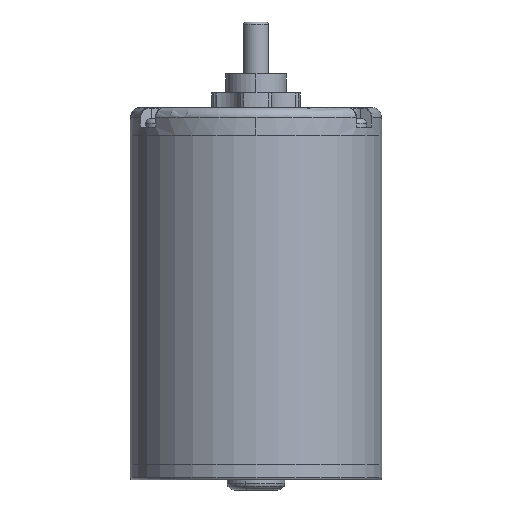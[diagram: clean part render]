
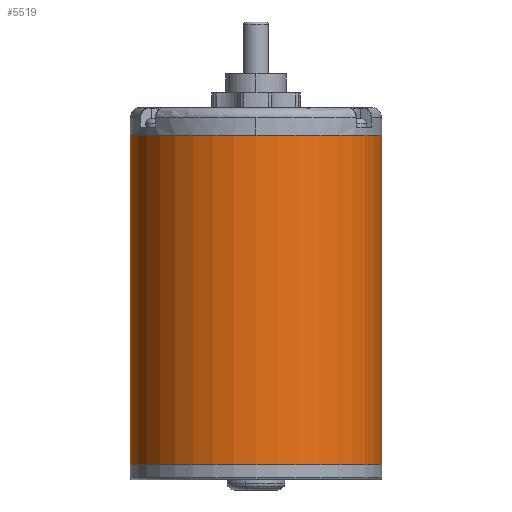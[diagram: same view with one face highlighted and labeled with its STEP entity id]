
A CAD part, front view. The second image highlights one B-rep face of the part: STEP entity #5519.
In plain terms, the highlighted cylindrical face has radius 25 mm (diameter 50 mm), a partial arc.
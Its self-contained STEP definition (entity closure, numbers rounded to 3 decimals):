
#879 = DIRECTION ( 'NONE',  ( 0., 0., -1. ) ) ;
#1471 = LINE ( 'NONE', #28490, #8994 ) ;
#4080 = DIRECTION ( 'NONE',  ( 1., 0., 0. ) ) ;
#5394 = CARTESIAN_POINT ( 'NONE',  ( 0., 0., 65.5 ) ) ;
#5519 = ADVANCED_FACE ( 'NONE', ( #20497 ), #32617, .T. ) ;
#5642 = VERTEX_POINT ( 'NONE', #20878 ) ;
#8656 = VECTOR ( 'NONE', #22653, 1000. ) ;
#8994 = VECTOR ( 'NONE', #879, 1000. ) ;
#9192 = EDGE_CURVE ( 'NONE', #5642, #15553, #11792, .T. ) ;
#9336 = VERTEX_POINT ( 'NONE', #19137 ) ;
#9872 = EDGE_CURVE ( 'NONE', #9336, #15553, #18300, .T. ) ;
#10637 = CARTESIAN_POINT ( 'NONE',  ( -25., 0., 65.5 ) ) ;
#11163 = EDGE_CURVE ( 'NONE', #28166, #9336, #30290, .T. ) ;
#11792 = CIRCLE ( 'NONE', #22627, 25. ) ;
#13017 = DIRECTION ( 'NONE',  ( 1., 0., 0. ) ) ;
#13148 = AXIS2_PLACEMENT_3D ( 'NONE', #22370, #16197, #13017 ) ;
#15553 = VERTEX_POINT ( 'NONE', #16206 ) ;
#15831 = EDGE_LOOP ( 'NONE', ( #35473, #34416, #19862, #38866 ) ) ;
#16197 = DIRECTION ( 'NONE',  ( 0., 0., 1. ) ) ;
#16206 = CARTESIAN_POINT ( 'NONE',  ( 25., 0., 0. ) ) ;
#17235 = AXIS2_PLACEMENT_3D ( 'NONE', #5394, #30240, #33801 ) ;
#18300 = LINE ( 'NONE', #30435, #8656 ) ;
#19137 = CARTESIAN_POINT ( 'NONE',  ( 25., 0., 65.5 ) ) ;
#19862 = ORIENTED_EDGE ( 'NONE', *, *, #26209, .T. ) ;
#20497 = FACE_OUTER_BOUND ( 'NONE', #15831, .T. ) ;
#20878 = CARTESIAN_POINT ( 'NONE',  ( -25., 0., 0. ) ) ;
#22370 = CARTESIAN_POINT ( 'NONE',  ( 0., 0., 65.5 ) ) ;
#22627 = AXIS2_PLACEMENT_3D ( 'NONE', #31317, #31110, #4080 ) ;
#22653 = DIRECTION ( 'NONE',  ( 0., 0., -1. ) ) ;
#26209 = EDGE_CURVE ( 'NONE', #28166, #5642, #1471, .T. ) ;
#28166 = VERTEX_POINT ( 'NONE', #10637 ) ;
#28490 = CARTESIAN_POINT ( 'NONE',  ( -25., 0., 65.5 ) ) ;
#30240 = DIRECTION ( 'NONE',  ( 0., 0., -1. ) ) ;
#30290 = CIRCLE ( 'NONE', #13148, 25. ) ;
#30435 = CARTESIAN_POINT ( 'NONE',  ( 25., 0., 65.5 ) ) ;
#31110 = DIRECTION ( 'NONE',  ( 0., 0., 1. ) ) ;
#31317 = CARTESIAN_POINT ( 'NONE',  ( 0., 0., 0. ) ) ;
#32617 = CYLINDRICAL_SURFACE ( 'NONE', #17235, 25. ) ;
#33801 = DIRECTION ( 'NONE',  ( -1., 0., 0. ) ) ;
#34416 = ORIENTED_EDGE ( 'NONE', *, *, #11163, .F. ) ;
#35473 = ORIENTED_EDGE ( 'NONE', *, *, #9872, .F. ) ;
#38866 = ORIENTED_EDGE ( 'NONE', *, *, #9192, .T. ) ;
